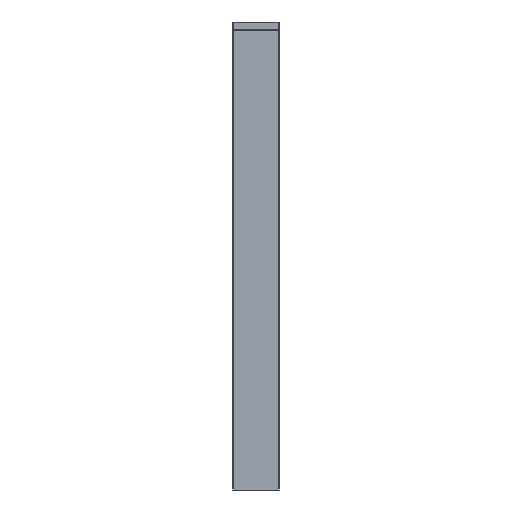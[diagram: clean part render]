
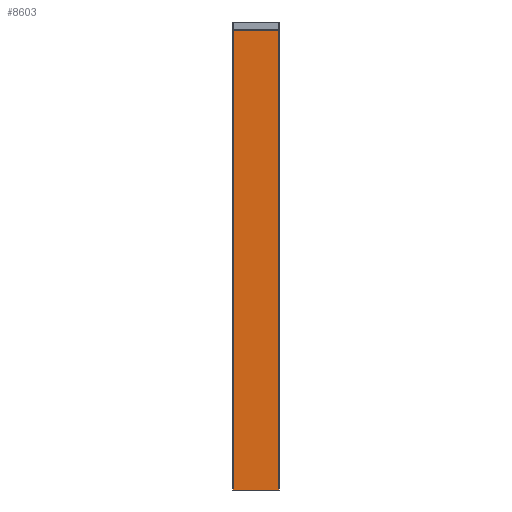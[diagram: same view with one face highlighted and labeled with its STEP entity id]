
A CAD part, front view. The second image highlights one B-rep face of the part: STEP entity #8603.
In plain terms, the highlighted planar face has unit normal (0, -1, 0).
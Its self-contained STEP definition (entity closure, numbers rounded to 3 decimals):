
#253 = EDGE_CURVE ( 'NONE', #1206, #5173, #7125, .T. ) ;
#528 = DIRECTION ( 'NONE',  ( 0., 1., 0. ) ) ;
#840 = CARTESIAN_POINT ( 'NONE',  ( -148., 0., 0. ) ) ;
#913 = CARTESIAN_POINT ( 'NONE',  ( -148., 0., 2995.055 ) ) ;
#991 = VECTOR ( 'NONE', #7210, 1000. ) ;
#1052 = CARTESIAN_POINT ( 'NONE',  ( 149., 0., 2995.055 ) ) ;
#1206 = VERTEX_POINT ( 'NONE', #7014 ) ;
#1251 = DIRECTION ( 'NONE',  ( 0., 0., -1. ) ) ;
#1327 = LINE ( 'NONE', #5324, #2298 ) ;
#1373 = DIRECTION ( 'NONE',  ( 0., 0., -1. ) ) ;
#1507 = EDGE_CURVE ( 'NONE', #1206, #8376, #4622, .T. ) ;
#1867 = EDGE_CURVE ( 'NONE', #5173, #3681, #1327, .T. ) ;
#1943 = ORIENTED_EDGE ( 'NONE', *, *, #253, .T. ) ;
#2298 = VECTOR ( 'NONE', #1373, 1000. ) ;
#2652 = LINE ( 'NONE', #8042, #4856 ) ;
#2703 = FACE_OUTER_BOUND ( 'NONE', #8093, .T. ) ;
#2711 = CARTESIAN_POINT ( 'NONE',  ( 148., 0., 3050. ) ) ;
#2732 = DIRECTION ( 'NONE',  ( 1., 0., 0. ) ) ;
#2977 = ORIENTED_EDGE ( 'NONE', *, *, #1867, .T. ) ;
#3032 = CARTESIAN_POINT ( 'NONE',  ( 148., 0., 0. ) ) ;
#3266 = VECTOR ( 'NONE', #1251, 1000. ) ;
#3681 = VERTEX_POINT ( 'NONE', #840 ) ;
#4216 = ORIENTED_EDGE ( 'NONE', *, *, #1507, .F. ) ;
#4398 = ORIENTED_EDGE ( 'NONE', *, *, #4923, .T. ) ;
#4622 = LINE ( 'NONE', #2711, #3266 ) ;
#4856 = VECTOR ( 'NONE', #2732, 1000. ) ;
#4923 = EDGE_CURVE ( 'NONE', #3681, #8376, #2652, .T. ) ;
#5173 = VERTEX_POINT ( 'NONE', #913 ) ;
#5235 = CARTESIAN_POINT ( 'NONE',  ( 0., 0., 3050. ) ) ;
#5324 = CARTESIAN_POINT ( 'NONE',  ( -148., 0., 3050. ) ) ;
#5400 = PLANE ( 'NONE',  #6466 ) ;
#6460 = DIRECTION ( 'NONE',  ( -1., 0., 0. ) ) ;
#6466 = AXIS2_PLACEMENT_3D ( 'NONE', #5235, #528, #6460 ) ;
#7014 = CARTESIAN_POINT ( 'NONE',  ( 148., 0., 2995.055 ) ) ;
#7125 = LINE ( 'NONE', #1052, #991 ) ;
#7210 = DIRECTION ( 'NONE',  ( -1., 0., 0. ) ) ;
#8042 = CARTESIAN_POINT ( 'NONE',  ( 0., 0., 0. ) ) ;
#8093 = EDGE_LOOP ( 'NONE', ( #4216, #1943, #2977, #4398 ) ) ;
#8376 = VERTEX_POINT ( 'NONE', #3032 ) ;
#8603 = ADVANCED_FACE ( 'NONE', ( #2703 ), #5400, .F. ) ;
